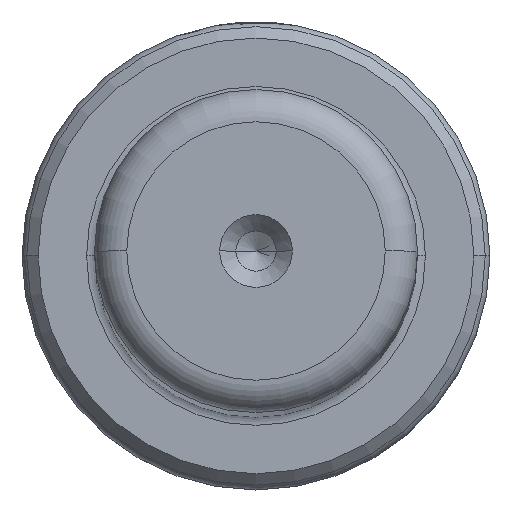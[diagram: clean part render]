
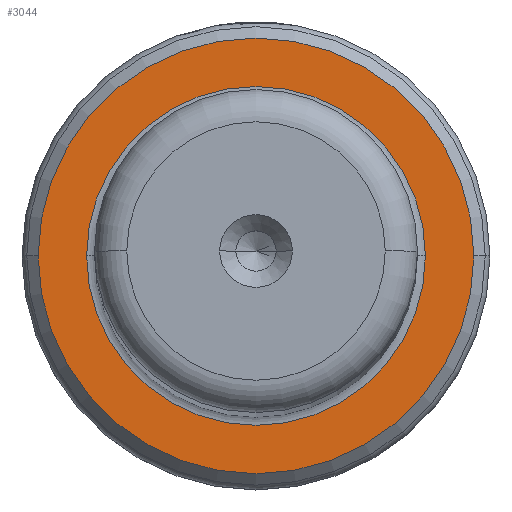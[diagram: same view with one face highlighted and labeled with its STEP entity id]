
A CAD part, top view. The second image highlights one B-rep face of the part: STEP entity #3044.
In plain terms, the highlighted planar face has unit normal (0, 0, 1).
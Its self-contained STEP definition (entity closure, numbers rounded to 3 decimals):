
#93 = EDGE_CURVE ( 'NONE', #2484, #2493, #2295, .T. ) ;
#145 = DIRECTION ( 'NONE',  ( -1., 0., 0. ) ) ;
#198 = EDGE_LOOP ( 'NONE', ( #653, #303 ) ) ;
#213 = EDGE_CURVE ( 'NONE', #2493, #2484, #1338, .T. ) ;
#303 = ORIENTED_EDGE ( 'NONE', *, *, #1080, .T. ) ;
#328 = CARTESIAN_POINT ( 'NONE',  ( 0., 0., 20. ) ) ;
#546 = VERTEX_POINT ( 'NONE', #1753 ) ;
#653 = ORIENTED_EDGE ( 'NONE', *, *, #841, .T. ) ;
#664 = ORIENTED_EDGE ( 'NONE', *, *, #93, .T. ) ;
#670 = CIRCLE ( 'NONE', #2247, 10.5 ) ;
#710 = AXIS2_PLACEMENT_3D ( 'NONE', #3047, #2717, #1213 ) ;
#841 = EDGE_CURVE ( 'NONE', #2955, #546, #670, .T. ) ;
#898 = FACE_BOUND ( 'NONE', #198, .T. ) ;
#914 = DIRECTION ( 'NONE',  ( 0., 0., 1. ) ) ;
#998 = DIRECTION ( 'NONE',  ( 1., 0., 0. ) ) ;
#1080 = EDGE_CURVE ( 'NONE', #546, #2955, #2721, .T. ) ;
#1111 = CARTESIAN_POINT ( 'NONE',  ( -10.5, 0., 20. ) ) ;
#1213 = DIRECTION ( 'NONE',  ( 1., 0., 0. ) ) ;
#1338 = CIRCLE ( 'NONE', #710, 13.5 ) ;
#1390 = ORIENTED_EDGE ( 'NONE', *, *, #213, .T. ) ;
#1753 = CARTESIAN_POINT ( 'NONE',  ( 10.5, 0., 20. ) ) ;
#1759 = CARTESIAN_POINT ( 'NONE',  ( 13.5, 0., 20. ) ) ;
#1822 = AXIS2_PLACEMENT_3D ( 'NONE', #2639, #2423, #998 ) ;
#1867 = AXIS2_PLACEMENT_3D ( 'NONE', #3166, #914, #2470 ) ;
#1896 = DIRECTION ( 'NONE',  ( 0., 0., -1. ) ) ;
#1948 = PLANE ( 'NONE',  #1867 ) ;
#2077 = DIRECTION ( 'NONE',  ( 0., 0., -1. ) ) ;
#2086 = AXIS2_PLACEMENT_3D ( 'NONE', #2904, #1896, #145 ) ;
#2247 = AXIS2_PLACEMENT_3D ( 'NONE', #328, #2077, #2641 ) ;
#2295 = CIRCLE ( 'NONE', #1822, 13.5 ) ;
#2361 = EDGE_LOOP ( 'NONE', ( #664, #1390 ) ) ;
#2423 = DIRECTION ( 'NONE',  ( 0., 0., 1. ) ) ;
#2470 = DIRECTION ( 'NONE',  ( 1., 0., 0. ) ) ;
#2475 = CARTESIAN_POINT ( 'NONE',  ( -13.5, 0., 20. ) ) ;
#2484 = VERTEX_POINT ( 'NONE', #2475 ) ;
#2493 = VERTEX_POINT ( 'NONE', #1759 ) ;
#2639 = CARTESIAN_POINT ( 'NONE',  ( 0., 0., 20. ) ) ;
#2641 = DIRECTION ( 'NONE',  ( -1., 0., 0. ) ) ;
#2717 = DIRECTION ( 'NONE',  ( 0., 0., 1. ) ) ;
#2721 = CIRCLE ( 'NONE', #2086, 10.5 ) ;
#2904 = CARTESIAN_POINT ( 'NONE',  ( 0., 0., 20. ) ) ;
#2955 = VERTEX_POINT ( 'NONE', #1111 ) ;
#2982 = FACE_OUTER_BOUND ( 'NONE', #2361, .T. ) ;
#3044 = ADVANCED_FACE ( 'NONE', ( #2982, #898 ), #1948, .T. ) ;
#3047 = CARTESIAN_POINT ( 'NONE',  ( 0., 0., 20. ) ) ;
#3166 = CARTESIAN_POINT ( 'NONE',  ( 0., 0., 20. ) ) ;
